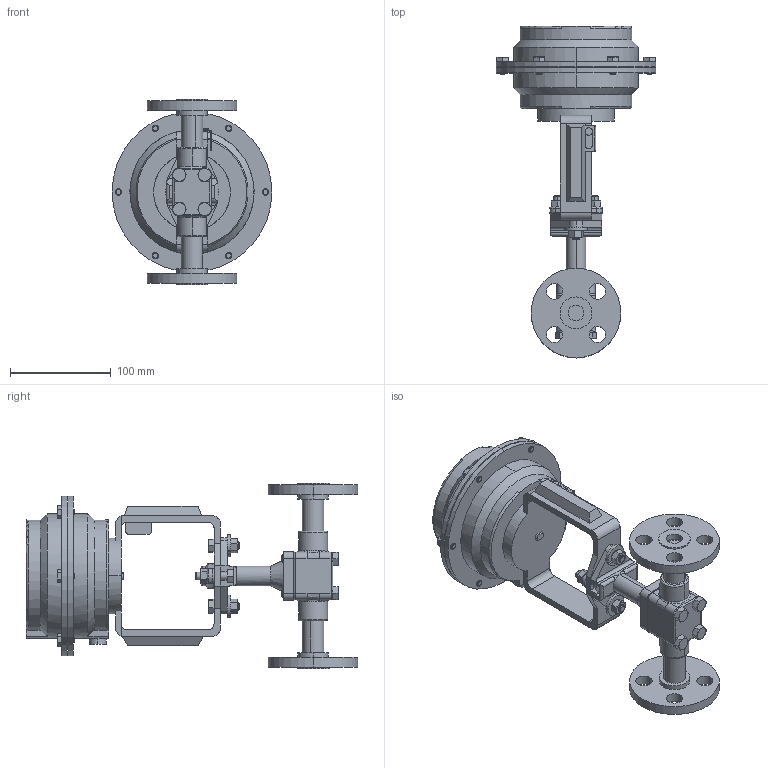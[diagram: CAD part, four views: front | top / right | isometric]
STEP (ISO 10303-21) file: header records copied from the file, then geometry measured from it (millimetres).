
FILE_DESCRIPTION (( 'STEP AP203' ), '1' );
FILE_NAME ('708-050-CS+S6-F5.STEP', '2017-09-13T15:30:09', ( '' ), ( '' ), 'SwSTEP 2.0', 'SolidWorks 2014', '' );
FILE_SCHEMA (( 'CONFIG_CONTROL_DESIGN' ));
Length unit declared in the file: inch
Products named in the file (1): 708-050-CS+S6-F5
Bounding box: 158.75 x 329.56 x 184.15 mm (x, y, z)
Volume: 1440172 mm3; surface area: 186710.3 mm2
Topology: 6 solids, 6 shells, 863 faces, 2099 edges, 1308 vertices
Faces by surface type: plane 358, cylinder 205, cone 181, bspline 83, torus 36
Entity records: 32057 total; most frequent: CARTESIAN_POINT 12433, ORIENTED_EDGE 4190, DIRECTION 3835, EDGE_CURVE 2095, AXIS2_PLACEMENT_3D 1439, VERTEX_POINT 1308, EDGE_LOOP 969, VECTOR 957
